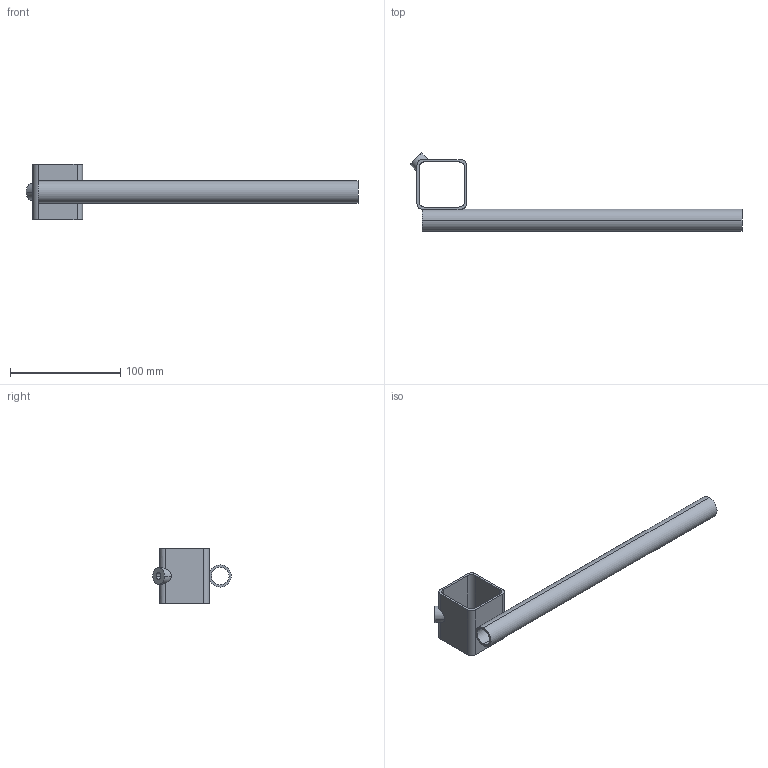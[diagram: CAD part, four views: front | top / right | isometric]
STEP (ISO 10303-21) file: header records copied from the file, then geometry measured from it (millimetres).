
FILE_DESCRIPTION (( 'STEP AP203' ), '1' );
FILE_NAME ('Repose pied-verticalisateur.STEP', '2020-12-03T10:47:50', ( '' ), ( '' ), 'SwSTEP 2.0', 'SolidWorks 2019', '' );
FILE_SCHEMA (( 'CONFIG_CONTROL_DESIGN' ));
Length unit declared in the file: millimetre
Products named in the file (1): Repose pied-verticalisateur
Bounding box: 301.34 x 71.34 x 50 mm (x, y, z)
Volume: 50712.4 mm3; surface area: 50388.2 mm2
Topology: 2 solids, 2 shells, 30 faces, 78 edges, 52 vertices
Faces by surface type: cylinder 17, plane 13
Entity records: 1109 total; most frequent: CARTESIAN_POINT 273, DIRECTION 160, ORIENTED_EDGE 156, EDGE_CURVE 78, AXIS2_PLACEMENT_3D 59, VERTEX_POINT 52, LINE 42, VECTOR 42
